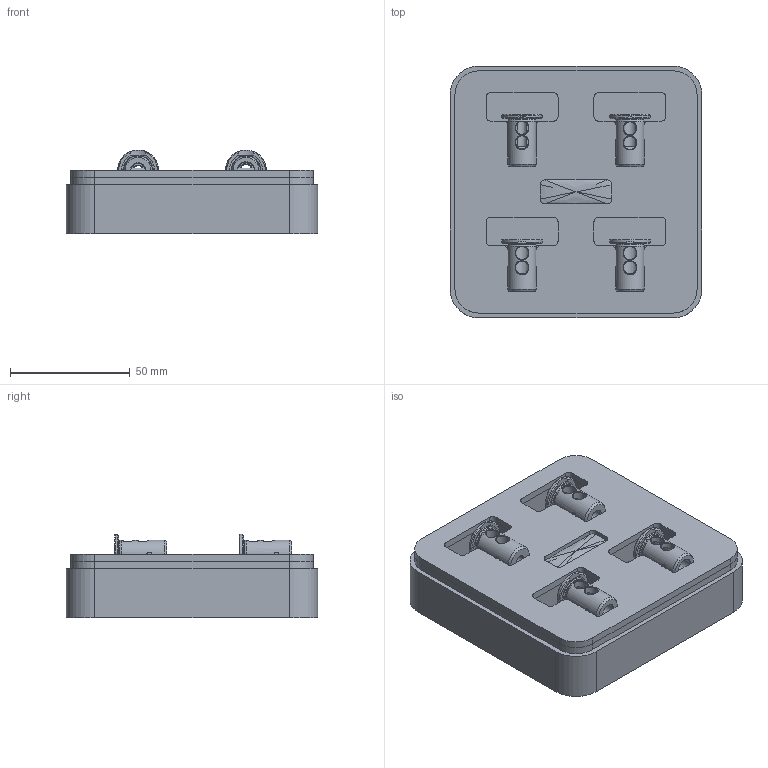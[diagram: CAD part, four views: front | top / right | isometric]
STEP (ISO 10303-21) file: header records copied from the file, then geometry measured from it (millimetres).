
FILE_DESCRIPTION (( 'STEP AP203' ), '1' );
FILE_NAME ('SET-RBD12.step', '2024-05-08T07:56:23', ( '' ), ( '' ), 'SwSTEP 2.0', 'SolidWorks 2022', '' );
FILE_SCHEMA (( 'CONFIG_CONTROL_DESIGN' ));
Length unit declared in the file: millimetre
Products named in the file (12): UMHB-RBD1206; SET-RBD12; A.ZST020; VP00000286; UMHB-RBD1205-Montage; UMHB-RBD1207; UMHB-RBD1205; UMHB-RBD1204; UMHB-RBD1207-Montage; UMHB-RBD1204-Montage; VP.LOGO285; UMHB-RBD1206-Montage
Assembly tree (14 placements, depth 3):
  SET-RBD12
    VP00000286
    UMHB-RBD1204-Montage
      UMHB-RBD1204
      A.ZST020
    UMHB-RBD1205-Montage
      UMHB-RBD1205
      A.ZST020
    UMHB-RBD1206-Montage
      UMHB-RBD1206
      A.ZST020
    UMHB-RBD1207-Montage
      UMHB-RBD1207
      A.ZST020
    VP.LOGO285
Bounding box: 105 x 105 x 35 mm (x, y, z)
Volume: 254560.3 mm3; surface area: 63734.1 mm2
Topology: 12 solids, 12 shells, 344 faces, 926 edges, 598 vertices
Faces by surface type: plane 132, cylinder 128, cone 64, torus 8, bspline 8, sphere 4
Full cylindrical faces by diameter (mm): 2 x12, 4 x1, 5 x1, 5.4 x8, 6 x1, 7 x1, 11.594 x1, 11.6 x3, 12 x4, 17 x4
Entity records: 13271 total; most frequent: CARTESIAN_POINT 4039, DIRECTION 1614, ORIENTED_EDGE 1584, EDGE_CURVE 792, AXIS2_PLACEMENT_3D 619, VERTEX_POINT 547, EDGE_LOOP 449, VECTOR 376
